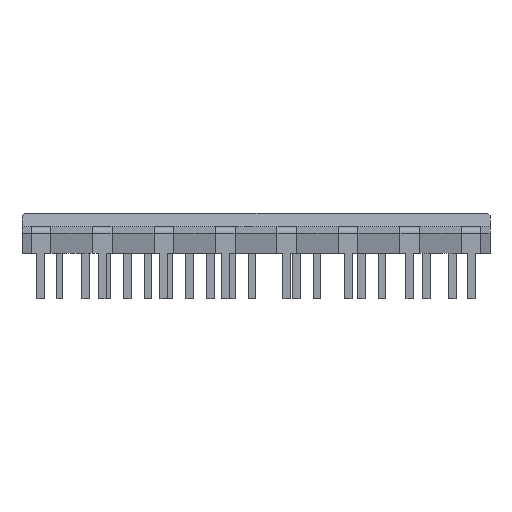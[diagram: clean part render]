
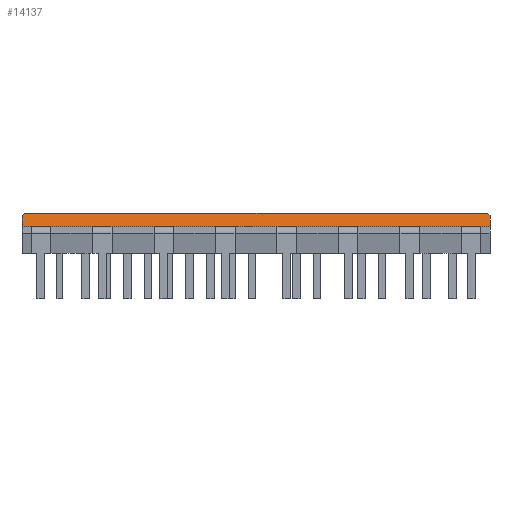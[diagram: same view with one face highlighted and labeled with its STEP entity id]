
A CAD part, left-side view. The second image highlights one B-rep face of the part: STEP entity #14137.
In plain terms, the highlighted planar face has unit normal (-0.972, 0, 0.237).
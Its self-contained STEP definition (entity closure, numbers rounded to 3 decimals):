
#216 = CARTESIAN_POINT ( 'NONE',  ( -11.359, 16.417, 4.483 ) ) ;
#393 = LINE ( 'NONE', #8111, #17808 ) ;
#394 = EDGE_CURVE ( 'NONE', #23708, #9415, #11486, .T. ) ;
#1006 = VERTEX_POINT ( 'NONE', #24272 ) ;
#1895 = PLANE ( 'NONE',  #21299 ) ;
#2327 = VECTOR ( 'NONE', #19668, 1000. ) ;
#2670 = LINE ( 'NONE', #19930, #2327 ) ;
#2675 = DIRECTION ( 'NONE',  ( -0.237, 0., -0.972 ) ) ;
#2917 = DIRECTION ( 'NONE',  ( 0.17, 0.697, 0.697 ) ) ;
#2960 = EDGE_CURVE ( 'NONE', #7436, #15716, #8395, .T. ) ;
#3032 = ORIENTED_EDGE ( 'NONE', *, *, #394, .T. ) ;
#4774 = CARTESIAN_POINT ( 'NONE',  ( -11.745, 18., 2.9 ) ) ;
#4902 = EDGE_CURVE ( 'NONE', #9415, #8062, #393, .T. ) ;
#6041 = DIRECTION ( 'NONE',  ( -0.17, 0.697, -0.697 ) ) ;
#7436 = VERTEX_POINT ( 'NONE', #7837 ) ;
#7837 = CARTESIAN_POINT ( 'NONE',  ( -11.745, -18., 2.9 ) ) ;
#8062 = VERTEX_POINT ( 'NONE', #9653 ) ;
#8111 = CARTESIAN_POINT ( 'NONE',  ( -11.95, 18., 2.057 ) ) ;
#8227 = CARTESIAN_POINT ( 'NONE',  ( -11.95, -18., 2.057 ) ) ;
#8395 = LINE ( 'NONE', #19674, #8801 ) ;
#8715 = EDGE_CURVE ( 'NONE', #7436, #1006, #21606, .T. ) ;
#8801 = VECTOR ( 'NONE', #2675, 1000. ) ;
#9415 = VERTEX_POINT ( 'NONE', #4774 ) ;
#9435 = CARTESIAN_POINT ( 'NONE',  ( -11.95, -18., 2.057 ) ) ;
#9653 = CARTESIAN_POINT ( 'NONE',  ( -11.95, 18., 2.057 ) ) ;
#10208 = CARTESIAN_POINT ( 'NONE',  ( -11.359, -16.417, 4.483 ) ) ;
#10718 = ORIENTED_EDGE ( 'NONE', *, *, #8715, .T. ) ;
#11080 = DIRECTION ( 'NONE',  ( 0., 1., 0. ) ) ;
#11486 = LINE ( 'NONE', #216, #20495 ) ;
#12154 = DIRECTION ( 'NONE',  ( 0.972, 0., -0.237 ) ) ;
#12741 = CARTESIAN_POINT ( 'NONE',  ( -11.95, -18., 2.057 ) ) ;
#13332 = ORIENTED_EDGE ( 'NONE', *, *, #14984, .T. ) ;
#14137 = ADVANCED_FACE ( 'NONE', ( #17345 ), #1895, .F. ) ;
#14278 = ORIENTED_EDGE ( 'NONE', *, *, #4902, .T. ) ;
#14462 = EDGE_CURVE ( 'NONE', #15716, #8062, #22228, .T. ) ;
#14984 = EDGE_CURVE ( 'NONE', #1006, #23708, #2670, .T. ) ;
#15716 = VERTEX_POINT ( 'NONE', #9435 ) ;
#15820 = DIRECTION ( 'NONE',  ( -0.237, 0., -0.972 ) ) ;
#16409 = DIRECTION ( 'NONE',  ( -0.237, 0., -0.972 ) ) ;
#16638 = ORIENTED_EDGE ( 'NONE', *, *, #2960, .F. ) ;
#17275 = VECTOR ( 'NONE', #11080, 1000. ) ;
#17345 = FACE_OUTER_BOUND ( 'NONE', #18313, .T. ) ;
#17808 = VECTOR ( 'NONE', #15820, 1000. ) ;
#18313 = EDGE_LOOP ( 'NONE', ( #16638, #10718, #13332, #3032, #14278, #21801 ) ) ;
#19668 = DIRECTION ( 'NONE',  ( 0., 1., 0. ) ) ;
#19674 = CARTESIAN_POINT ( 'NONE',  ( -11.95, -18., 2.057 ) ) ;
#19930 = CARTESIAN_POINT ( 'NONE',  ( -11.696, -18., 3.1 ) ) ;
#20495 = VECTOR ( 'NONE', #6041, 1000. ) ;
#21299 = AXIS2_PLACEMENT_3D ( 'NONE', #8227, #12154, #16409 ) ;
#21596 = VECTOR ( 'NONE', #2917, 1000. ) ;
#21606 = LINE ( 'NONE', #10208, #21596 ) ;
#21801 = ORIENTED_EDGE ( 'NONE', *, *, #14462, .F. ) ;
#22228 = LINE ( 'NONE', #12741, #17275 ) ;
#22311 = CARTESIAN_POINT ( 'NONE',  ( -11.696, 17.8, 3.1 ) ) ;
#23708 = VERTEX_POINT ( 'NONE', #22311 ) ;
#24272 = CARTESIAN_POINT ( 'NONE',  ( -11.696, -17.8, 3.1 ) ) ;
